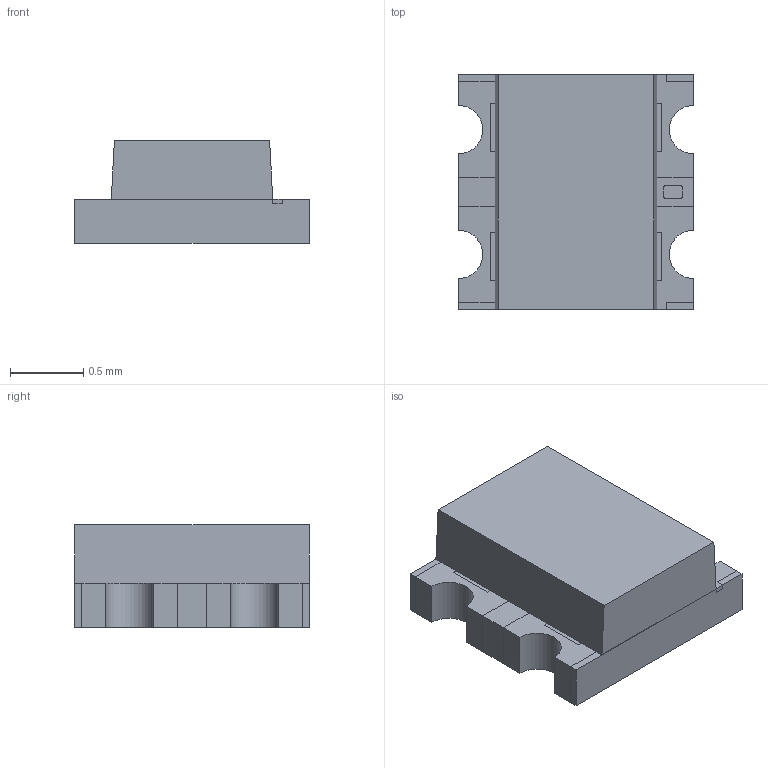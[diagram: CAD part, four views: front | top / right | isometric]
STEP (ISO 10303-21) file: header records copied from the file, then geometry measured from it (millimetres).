
FILE_DESCRIPTION(/* description */ ('Unknown'),/* implementation_level */ '2;1');
FILE_NAME(/* name */ 'WL-SBCW_0606',/* time_stamp */ '2021-12-17T08:23:46+01:00',/* author */ ('Unknown'),/* organization */ ('Unknown'),/* preprocessor_version */ 'ST-DEVELOPER v16.7',/* originating_system */ 'Solid Edge',/* authorisation */ 'Unknown');
FILE_SCHEMA (('AUTOMOTIVE_DESIGN {1 0 10303 214 3 1 1}'));
Length unit declared in the file: millimetre
Products named in the file (5): WL-SBCW_0606; body; pole; contact; lense
Assembly tree (4 placements, depth 2):
  WL-SBCW_0606
    body
    pole
    contact
    lense
Bounding box: 1.6 x 1.6 x 0.7 mm (x, y, z)
Volume: 1.4 mm3; surface area: 20.5 mm2
Topology: 14 solids, 14 shells, 331 faces, 861 edges, 574 vertices
Faces by surface type: plane 286, cylinder 38, bspline 7
Full cylindrical faces by diameter (mm): 0.05 x2, 0.06 x2
Entity records: 11022 total; most frequent: CARTESIAN_POINT 2100, ORIENTED_EDGE 1704, DIRECTION 1574, EDGE_CURVE 852, LINE 762, VECTOR 762, VERTEX_POINT 574, AXIS2_PLACEMENT_3D 406
